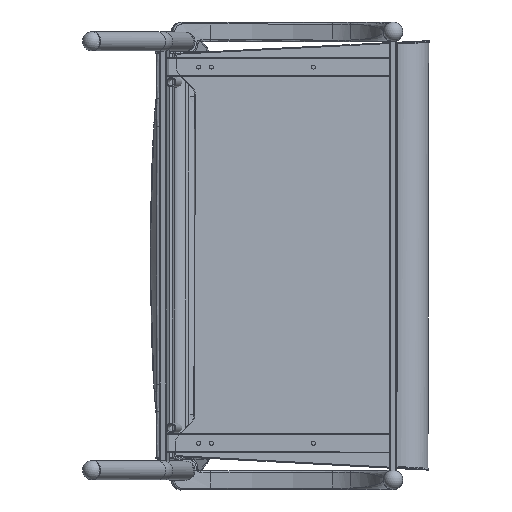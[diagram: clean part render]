
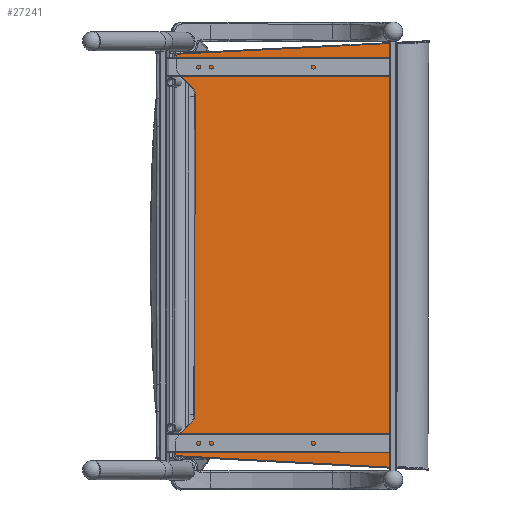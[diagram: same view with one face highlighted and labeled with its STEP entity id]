
A CAD part, top view. The second image highlights one B-rep face of the part: STEP entity #27241.
In plain terms, the highlighted face is planar.
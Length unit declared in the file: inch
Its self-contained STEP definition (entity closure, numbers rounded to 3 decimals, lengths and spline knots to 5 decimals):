
#26688=CARTESIAN_POINT('',(9.2003,-2.41996,31.60182));
#26689=VERTEX_POINT('',#26688);
#26690=CARTESIAN_POINT('',(8.98108,-2.40591,31.07149));
#26691=VERTEX_POINT('',#26690);
#26692=CARTESIAN_POINT('',(8.45184,-2.37197,31.60182));
#26693=DIRECTION('',(0.064,0.998,0.));
#26694=DIRECTION('',(0.922,-0.059,-0.383));
#26695=AXIS2_PLACEMENT_3D('',#26692,#26693,#26694);
#26696=CIRCLE('',#26695,0.75);
#26697=EDGE_CURVE('',#26689,#26691,#26696,.T.);
#26865=CARTESIAN_POINT('',(7.92259,-2.33804,30.01083));
#26866=VERTEX_POINT('',#26865);
#26867=CARTESIAN_POINT('',(7.70337,-2.32398,29.4805));
#26868=VERTEX_POINT('',#26867);
#26869=CARTESIAN_POINT('',(8.45184,-2.37197,29.4805));
#26870=DIRECTION('',(-0.064,-0.998,0.));
#26871=DIRECTION('',(-0.922,0.059,0.383));
#26872=AXIS2_PLACEMENT_3D('',#26869,#26870,#26871);
#26873=CIRCLE('',#26872,0.75);
#26874=EDGE_CURVE('',#26866,#26868,#26873,.T.);
#26897=CARTESIAN_POINT('',(7.70337,-2.32398,4.332));
#26898=VERTEX_POINT('',#26897);
#26899=CARTESIAN_POINT('',(7.92259,-2.33804,3.80167));
#26900=VERTEX_POINT('',#26899);
#26901=CARTESIAN_POINT('',(8.45184,-2.37197,4.332));
#26902=DIRECTION('',(-0.064,-0.998,0.));
#26903=DIRECTION('',(-0.922,0.059,-0.383));
#26904=AXIS2_PLACEMENT_3D('',#26901,#26902,#26903);
#26905=CIRCLE('',#26904,0.75);
#26906=EDGE_CURVE('',#26898,#26900,#26905,.T.);
#26929=CARTESIAN_POINT('',(8.98108,-2.40591,2.74101));
#26930=VERTEX_POINT('',#26929);
#26931=CARTESIAN_POINT('',(9.2003,-2.41996,2.21068));
#26932=VERTEX_POINT('',#26931);
#26933=CARTESIAN_POINT('',(8.45184,-2.37197,2.21068));
#26934=DIRECTION('',(0.064,0.998,0.));
#26935=DIRECTION('',(0.922,-0.059,0.383));
#26936=AXIS2_PLACEMENT_3D('',#26933,#26934,#26935);
#26937=CIRCLE('',#26936,0.75);
#26938=EDGE_CURVE('',#26930,#26932,#26937,.T.);
#27105=CARTESIAN_POINT('',(9.2003,-2.41996,1.27134));
#27106=VERTEX_POINT('',#27105);
#27107=CARTESIAN_POINT('',(9.2003,-2.41996,1.27134));
#27108=DIRECTION('',(0.0,0.0,1.0));
#27109=VECTOR('',#27108,0.93934);
#27110=LINE('',#27107,#27109);
#27111=EDGE_CURVE('',#27106,#26932,#27110,.T.);
#27133=CARTESIAN_POINT('',(8.98108,-2.40591,2.74101));
#27134=DIRECTION('',(-0.706,0.045,0.707));
#27135=VECTOR('',#27134,1.5);
#27136=LINE('',#27133,#27135);
#27137=EDGE_CURVE('',#26930,#26900,#27136,.T.);
#27148=CARTESIAN_POINT('',(7.70337,-2.32398,4.332));
#27149=DIRECTION('',(0.0,0.0,1.0));
#27150=VECTOR('',#27149,25.1485);
#27151=LINE('',#27148,#27150);
#27152=EDGE_CURVE('',#26898,#26868,#27151,.T.);
#27165=CARTESIAN_POINT('',(7.92259,-2.33804,30.01083));
#27166=DIRECTION('',(0.706,-0.045,0.707));
#27167=VECTOR('',#27166,1.5);
#27168=LINE('',#27165,#27167);
#27169=EDGE_CURVE('',#26866,#26691,#27168,.T.);
#27178=CARTESIAN_POINT('',(9.2003,-2.41996,0.0));
#27179=DIRECTION('',(-0.064,-0.998,0.0));
#27180=DIRECTION('',(0.0,0.0,-1.0));
#27181=AXIS2_PLACEMENT_3D('',#27178,#27179,#27180);
#27182=PLANE('',#27181);
#27183=ORIENTED_EDGE('',*,*,#26697,.F.);
#27184=CARTESIAN_POINT('',(9.2003,-2.41996,32.54116));
#27185=VERTEX_POINT('',#27184);
#27186=CARTESIAN_POINT('',(9.2003,-2.41996,31.60182));
#27187=DIRECTION('',(0.0,0.0,1.0));
#27188=VECTOR('',#27187,0.93934);
#27189=LINE('',#27186,#27188);
#27190=EDGE_CURVE('',#26689,#27185,#27189,.T.);
#27191=ORIENTED_EDGE('',*,*,#27190,.T.);
#27192=CARTESIAN_POINT('',(9.13203,-2.41559,32.6132));
#27193=VERTEX_POINT('',#27192);
#27194=CARTESIAN_POINT('',(9.2003,-2.41996,32.60966));
#27195=DIRECTION('',(0.064,0.998,0.0));
#27196=DIRECTION('',(-0.998,0.064,0.0));
#27197=AXIS2_PLACEMENT_3D('',#27194,#27195,#27196);
#27198=CIRCLE('',#27197,0.0685);
#27199=EDGE_CURVE('',#27193,#27185,#27198,.T.);
#27200=ORIENTED_EDGE('',*,*,#27199,.F.);
#27201=CARTESIAN_POINT('',(-8.12755,-1.30893,33.50961));
#27202=VERTEX_POINT('',#27201);
#27203=CARTESIAN_POINT('',(9.13203,-2.41559,32.6132));
#27204=DIRECTION('',(-0.997,0.064,0.052));
#27205=VECTOR('',#27204,17.31824);
#27206=LINE('',#27203,#27205);
#27207=EDGE_CURVE('',#27193,#27202,#27206,.T.);
#27208=ORIENTED_EDGE('',*,*,#27207,.T.);
#27209=CARTESIAN_POINT('',(-8.12755,-1.30893,0.30289));
#27210=VERTEX_POINT('',#27209);
#27211=CARTESIAN_POINT('',(-8.12755,-1.30893,0.30289));
#27212=DIRECTION('',(0.0,0.0,1.0));
#27213=VECTOR('',#27212,33.20672);
#27214=LINE('',#27211,#27213);
#27215=EDGE_CURVE('',#27210,#27202,#27214,.T.);
#27216=ORIENTED_EDGE('',*,*,#27215,.F.);
#27217=CARTESIAN_POINT('',(9.13203,-2.41559,1.1993));
#27218=VERTEX_POINT('',#27217);
#27219=CARTESIAN_POINT('',(-8.12755,-1.30893,0.30289));
#27220=DIRECTION('',(0.997,-0.064,0.052));
#27221=VECTOR('',#27220,17.31824);
#27222=LINE('',#27219,#27221);
#27223=EDGE_CURVE('',#27210,#27218,#27222,.T.);
#27224=ORIENTED_EDGE('',*,*,#27223,.T.);
#27225=CARTESIAN_POINT('',(9.2003,-2.41996,1.20284));
#27226=DIRECTION('',(0.064,0.998,0.0));
#27227=DIRECTION('',(-0.998,0.064,0.0));
#27228=AXIS2_PLACEMENT_3D('',#27225,#27226,#27227);
#27229=CIRCLE('',#27228,0.0685);
#27230=EDGE_CURVE('',#27106,#27218,#27229,.T.);
#27231=ORIENTED_EDGE('',*,*,#27230,.F.);
#27232=ORIENTED_EDGE('',*,*,#27111,.T.);
#27233=ORIENTED_EDGE('',*,*,#26938,.F.);
#27234=ORIENTED_EDGE('',*,*,#27137,.T.);
#27235=ORIENTED_EDGE('',*,*,#26906,.F.);
#27236=ORIENTED_EDGE('',*,*,#27152,.T.);
#27237=ORIENTED_EDGE('',*,*,#26874,.F.);
#27238=ORIENTED_EDGE('',*,*,#27169,.T.);
#27239=EDGE_LOOP('',(#27183,#27191,#27200,#27208,#27216,#27224,#27231,#27232,#27233,#27234,#27235,#27236,#27237,#27238));
#27240=FACE_OUTER_BOUND('',#27239,.T.);
#27241=ADVANCED_FACE('',(#27240),#27182,.T.);
